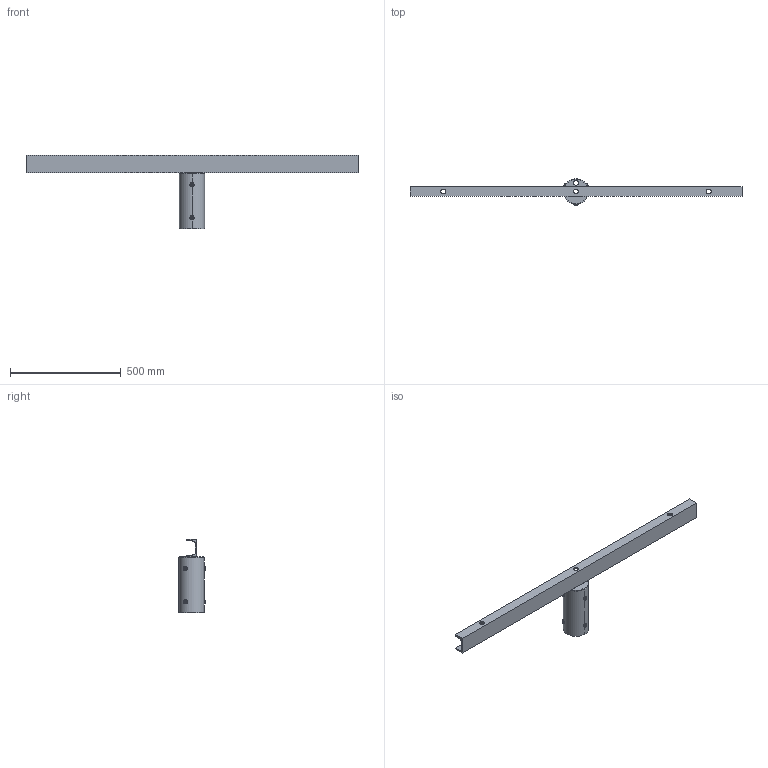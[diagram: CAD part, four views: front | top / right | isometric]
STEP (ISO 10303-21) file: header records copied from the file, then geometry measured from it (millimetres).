
FILE_DESCRIPTION (( 'STEP AP214' ), '1' );
FILE_NAME ('131020KXXX TO15-114 4608535 TEHOMET-ORSI_3D.step', '2022-05-28T15:05:30', ( '' ), ( '' ), 'SwSTEP 2.0', 'SolidWorks 2021', '' );
FILE_SCHEMA (( 'AUTOMOTIVE_DESIGN' ));
Length unit declared in the file: millimetre
Products named in the file (6): ORREN AIHIO_ORREN AIHIO UNP-80X1500; 131020KXXX TO15-114 4608535 TEHOMET-ORSI_3D; HOLKKIPUTKI_HOLKKI D114X250; TEHOMET-HOLKKI_HOLKKI D114X250; hex nut style 1 gradeab_iso_ISO - 4032 - M10 - W - N; PÄÄTYLAPPU-PYÖREÄ_D114-D22X3
Assembly tree (10 placements, depth 3):
  131020KXXX TO15-114 4608535 TEHOMET-ORSI_3D
    TEHOMET-HOLKKI_HOLKKI D114X250
      HOLKKIPUTKI_HOLKKI D114X250
      hex nut style 1 gradeab_iso_ISO - 4032 - M10 - W - N  x6
      PÄÄTYLAPPU-PYÖREÄ_D114-D22X3
    ORREN AIHIO_ORREN AIHIO UNP-80X1500
Bounding box: 1500 x 118.3 x 333 mm (x, y, z)
Volume: 1965144.5 mm3; surface area: 664651.6 mm2
Topology: 9 solids, 9 shells, 239 faces, 570 edges, 340 vertices
Faces by surface type: plane 106, cylinder 73, cone 60
Entity records: 4364 total; most frequent: CARTESIAN_POINT 1863, ORIENTED_EDGE 500, DIRECTION 446, EDGE_CURVE 250, AXIS2_PLACEMENT_3D 163, VERTEX_POINT 160, LINE 120, VECTOR 120
